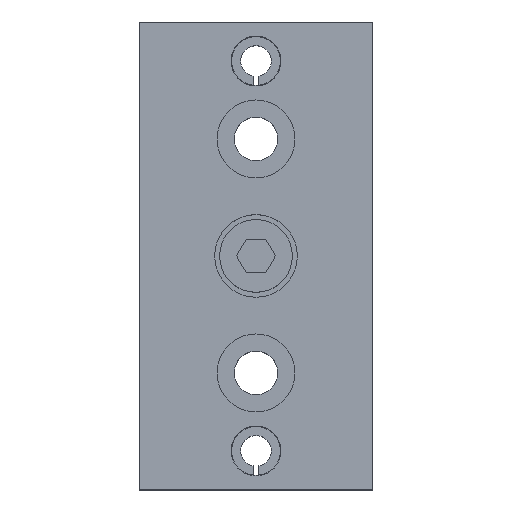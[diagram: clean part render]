
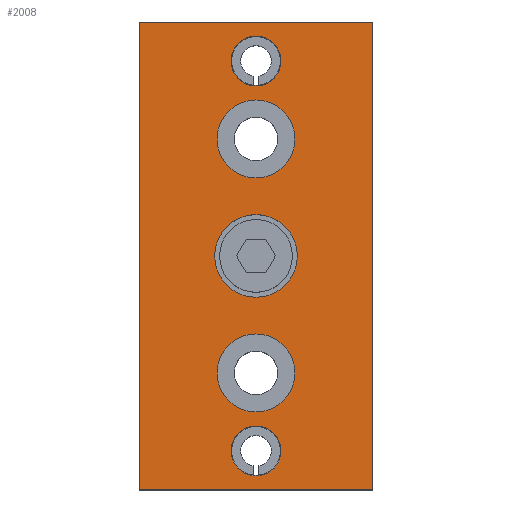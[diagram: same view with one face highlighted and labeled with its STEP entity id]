
A CAD part, top view. The second image highlights one B-rep face of the part: STEP entity #2008.
In plain terms, the highlighted planar face has unit normal (0, 0, 1).
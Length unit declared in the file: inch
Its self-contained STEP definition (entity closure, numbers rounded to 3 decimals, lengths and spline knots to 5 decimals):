
#1458=CARTESIAN_POINT('',(0.265,0.75,0.5));
#1459=VERTEX_POINT('',#1458);
#1468=CARTESIAN_POINT('',(-0.265,0.75,0.5));
#1469=VERTEX_POINT('',#1468);
#1470=CARTESIAN_POINT('',(0.,0.75,0.5));
#1471=DIRECTION('',(0.0,0.0,-1.0));
#1472=DIRECTION('',(1.0,0.0,0.0));
#1473=AXIS2_PLACEMENT_3D('',#1470,#1471,#1472);
#1474=CIRCLE('',#1473,0.265);
#1475=EDGE_CURVE('',#1469,#1459,#1474,.T.);
#1500=CARTESIAN_POINT('',(0.25,0.0,0.5));
#1501=VERTEX_POINT('',#1500);
#1510=CARTESIAN_POINT('',(-0.25,0.,0.5));
#1511=VERTEX_POINT('',#1510);
#1512=CARTESIAN_POINT('',(0.0,0.0,0.5));
#1513=DIRECTION('',(0.0,0.0,-1.0));
#1514=DIRECTION('',(1.0,0.0,0.0));
#1515=AXIS2_PLACEMENT_3D('',#1512,#1513,#1514);
#1516=CIRCLE('',#1515,0.25);
#1517=EDGE_CURVE('',#1511,#1501,#1516,.T.);
#1542=CARTESIAN_POINT('',(0.156,2.0,0.5));
#1543=VERTEX_POINT('',#1542);
#1552=CARTESIAN_POINT('',(-0.156,2.0,0.5));
#1553=VERTEX_POINT('',#1552);
#1554=CARTESIAN_POINT('',(0.0,2.0,0.5));
#1555=DIRECTION('',(0.0,0.0,-1.0));
#1556=DIRECTION('',(1.0,0.0,0.0));
#1557=AXIS2_PLACEMENT_3D('',#1554,#1555,#1556);
#1558=CIRCLE('',#1557,0.156);
#1559=EDGE_CURVE('',#1553,#1543,#1558,.T.);
#1584=CARTESIAN_POINT('',(0.156,-0.5,0.5));
#1585=VERTEX_POINT('',#1584);
#1594=CARTESIAN_POINT('',(-0.156,-0.5,0.5));
#1595=VERTEX_POINT('',#1594);
#1596=CARTESIAN_POINT('',(0.0,-0.5,0.5));
#1597=DIRECTION('',(0.0,0.0,-1.0));
#1598=DIRECTION('',(1.0,0.0,0.0));
#1599=AXIS2_PLACEMENT_3D('',#1596,#1597,#1598);
#1600=CIRCLE('',#1599,0.156);
#1601=EDGE_CURVE('',#1595,#1585,#1600,.T.);
#1626=CARTESIAN_POINT('',(0.25,1.5,0.5));
#1627=VERTEX_POINT('',#1626);
#1636=CARTESIAN_POINT('',(-0.25,1.5,0.5));
#1637=VERTEX_POINT('',#1636);
#1638=CARTESIAN_POINT('',(0.0,1.5,0.5));
#1639=DIRECTION('',(0.0,0.0,-1.0));
#1640=DIRECTION('',(1.0,0.0,0.0));
#1641=AXIS2_PLACEMENT_3D('',#1638,#1639,#1640);
#1642=CIRCLE('',#1641,0.25);
#1643=EDGE_CURVE('',#1637,#1627,#1642,.T.);
#1677=CARTESIAN_POINT('',(0.0,1.5,0.5));
#1678=DIRECTION('',(0.0,0.0,-1.0));
#1679=DIRECTION('',(1.0,0.0,0.0));
#1680=AXIS2_PLACEMENT_3D('',#1677,#1678,#1679);
#1681=CIRCLE('',#1680,0.25);
#1682=EDGE_CURVE('',#1627,#1637,#1681,.T.);
#1701=CARTESIAN_POINT('',(0.0,-0.5,0.5));
#1702=DIRECTION('',(0.0,0.0,-1.0));
#1703=DIRECTION('',(1.0,0.0,0.0));
#1704=AXIS2_PLACEMENT_3D('',#1701,#1702,#1703);
#1705=CIRCLE('',#1704,0.156);
#1706=EDGE_CURVE('',#1585,#1595,#1705,.T.);
#1725=CARTESIAN_POINT('',(0.0,2.0,0.5));
#1726=DIRECTION('',(0.0,0.0,-1.0));
#1727=DIRECTION('',(1.0,0.0,0.0));
#1728=AXIS2_PLACEMENT_3D('',#1725,#1726,#1727);
#1729=CIRCLE('',#1728,0.156);
#1730=EDGE_CURVE('',#1543,#1553,#1729,.T.);
#1749=CARTESIAN_POINT('',(0.0,0.0,0.5));
#1750=DIRECTION('',(0.0,0.0,-1.0));
#1751=DIRECTION('',(1.0,0.0,0.0));
#1752=AXIS2_PLACEMENT_3D('',#1749,#1750,#1751);
#1753=CIRCLE('',#1752,0.25);
#1754=EDGE_CURVE('',#1501,#1511,#1753,.T.);
#1793=CARTESIAN_POINT('',(0.,0.75,0.5));
#1794=DIRECTION('',(0.0,0.0,-1.0));
#1795=DIRECTION('',(1.0,0.0,0.0));
#1796=AXIS2_PLACEMENT_3D('',#1793,#1794,#1795);
#1797=CIRCLE('',#1796,0.265);
#1798=EDGE_CURVE('',#1459,#1469,#1797,.T.);
#1826=CARTESIAN_POINT('',(-0.75,-0.75,0.5));
#1827=VERTEX_POINT('',#1826);
#1828=CARTESIAN_POINT('',(-0.75,2.25,0.5));
#1829=VERTEX_POINT('',#1828);
#1830=CARTESIAN_POINT('',(-0.75,-0.75,0.5));
#1831=DIRECTION('',(0.0,1.0,0.0));
#1832=VECTOR('',#1831,3.0);
#1833=LINE('',#1830,#1832);
#1834=EDGE_CURVE('',#1827,#1829,#1833,.T.);
#1866=CARTESIAN_POINT('',(0.75,2.25,0.5));
#1867=VERTEX_POINT('',#1866);
#1868=CARTESIAN_POINT('',(-0.75,2.25,0.5));
#1869=DIRECTION('',(1.0,0.0,0.0));
#1870=VECTOR('',#1869,1.5);
#1871=LINE('',#1868,#1870);
#1872=EDGE_CURVE('',#1829,#1867,#1871,.T.);
#1897=CARTESIAN_POINT('',(0.75,-0.75,0.5));
#1898=VERTEX_POINT('',#1897);
#1899=CARTESIAN_POINT('',(0.75,2.25,0.5));
#1900=DIRECTION('',(0.0,-1.0,0.0));
#1901=VECTOR('',#1900,3.0);
#1902=LINE('',#1899,#1901);
#1903=EDGE_CURVE('',#1867,#1898,#1902,.T.);
#1928=CARTESIAN_POINT('',(0.75,-0.75,0.5));
#1929=DIRECTION('',(-1.0,0.0,0.0));
#1930=VECTOR('',#1929,1.5);
#1931=LINE('',#1928,#1930);
#1932=EDGE_CURVE('',#1898,#1827,#1931,.T.);
#1977=CARTESIAN_POINT('',(-0.75,-0.75,0.5));
#1978=DIRECTION('',(0.0,0.0,-1.0));
#1979=DIRECTION('',(-1.0,0.0,0.0));
#1980=AXIS2_PLACEMENT_3D('',#1977,#1978,#1979);
#1981=PLANE('',#1980);
#1982=ORIENTED_EDGE('',*,*,#1834,.F.);
#1983=ORIENTED_EDGE('',*,*,#1932,.F.);
#1984=ORIENTED_EDGE('',*,*,#1903,.F.);
#1985=ORIENTED_EDGE('',*,*,#1872,.F.);
#1986=EDGE_LOOP('',(#1982,#1983,#1984,#1985));
#1987=FACE_OUTER_BOUND('',#1986,.T.);
#1988=ORIENTED_EDGE('',*,*,#1682,.T.);
#1989=ORIENTED_EDGE('',*,*,#1643,.T.);
#1990=EDGE_LOOP('',(#1988,#1989));
#1991=FACE_BOUND('',#1990,.T.);
#1992=ORIENTED_EDGE('',*,*,#1706,.T.);
#1993=ORIENTED_EDGE('',*,*,#1601,.T.);
#1994=EDGE_LOOP('',(#1992,#1993));
#1995=FACE_BOUND('',#1994,.T.);
#1996=ORIENTED_EDGE('',*,*,#1730,.T.);
#1997=ORIENTED_EDGE('',*,*,#1559,.T.);
#1998=EDGE_LOOP('',(#1996,#1997));
#1999=FACE_BOUND('',#1998,.T.);
#2000=ORIENTED_EDGE('',*,*,#1754,.T.);
#2001=ORIENTED_EDGE('',*,*,#1517,.T.);
#2002=EDGE_LOOP('',(#2000,#2001));
#2003=FACE_BOUND('',#2002,.T.);
#2004=ORIENTED_EDGE('',*,*,#1798,.T.);
#2005=ORIENTED_EDGE('',*,*,#1475,.T.);
#2006=EDGE_LOOP('',(#2004,#2005));
#2007=FACE_BOUND('',#2006,.T.);
#2008=ADVANCED_FACE('',(#1987,#1991,#1995,#1999,#2003,#2007),#1981,.F.);
